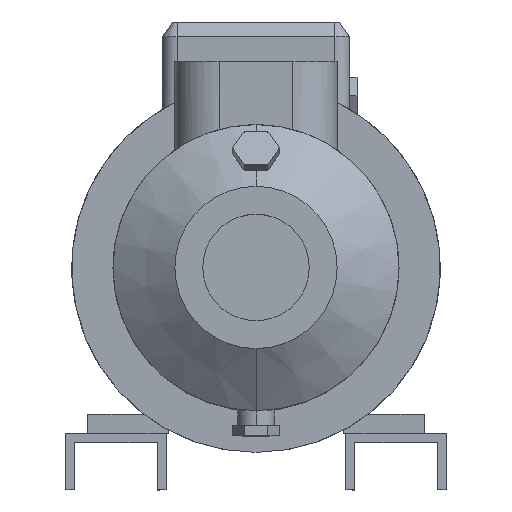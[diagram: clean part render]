
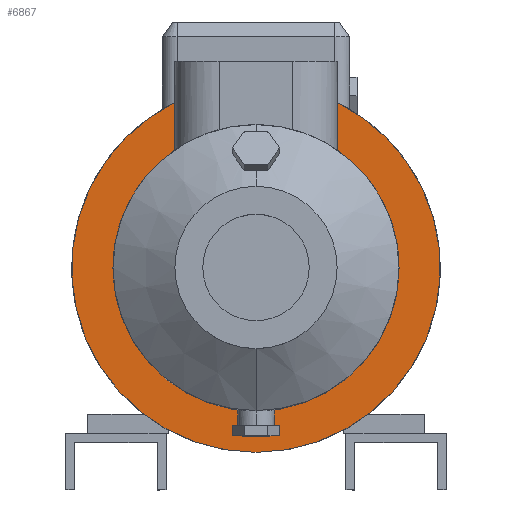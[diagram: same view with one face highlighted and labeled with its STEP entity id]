
A CAD part, top view. The second image highlights one B-rep face of the part: STEP entity #6867.
In plain terms, the highlighted planar face has unit normal (0, 0, 1).
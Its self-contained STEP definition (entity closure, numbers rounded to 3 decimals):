
#280 = VERTEX_POINT ( 'NONE', #3057 ) ;
#284 = AXIS2_PLACEMENT_3D ( 'NONE', #9727, #688, #11682 ) ;
#443 = EDGE_CURVE ( 'NONE', #10107, #10510, #6213, .T. ) ;
#621 = CARTESIAN_POINT ( 'NONE',  ( 0., 0., -43. ) ) ;
#688 = DIRECTION ( 'NONE',  ( 0., 0., 1. ) ) ;
#695 = VERTEX_POINT ( 'NONE', #5164 ) ;
#965 = PLANE ( 'NONE',  #8775 ) ;
#1202 = CARTESIAN_POINT ( 'NONE',  ( -55., 79.9, -43. ) ) ;
#1804 = DIRECTION ( 'NONE',  ( 0., 1., 0. ) ) ;
#2088 = EDGE_CURVE ( 'NONE', #10510, #5970, #6247, .T. ) ;
#2213 = DIRECTION ( 'NONE',  ( 0., 0., 1. ) ) ;
#2238 = ORIENTED_EDGE ( 'NONE', *, *, #4408, .F. ) ;
#2257 = VECTOR ( 'NONE', #5112, 1000. ) ;
#3057 = CARTESIAN_POINT ( 'NONE',  ( -55., 112.25, -43. ) ) ;
#3507 = CARTESIAN_POINT ( 'NONE',  ( -55., -125.002, -43. ) ) ;
#4011 = CIRCLE ( 'NONE', #5719, 125. ) ;
#4054 = AXIS2_PLACEMENT_3D ( 'NONE', #8848, #7121, #11761 ) ;
#4072 = CARTESIAN_POINT ( 'NONE',  ( 0., -97., -43. ) ) ;
#4280 = DIRECTION ( 'NONE',  ( 0., -1., 0. ) ) ;
#4408 = EDGE_CURVE ( 'NONE', #5970, #8912, #9700, .T. ) ;
#4426 = ORIENTED_EDGE ( 'NONE', *, *, #8353, .T. ) ;
#5112 = DIRECTION ( 'NONE',  ( 0., 1., 0. ) ) ;
#5164 = CARTESIAN_POINT ( 'NONE',  ( 0., -125., -43. ) ) ;
#5492 = CARTESIAN_POINT ( 'NONE',  ( 55., 112.25, -43. ) ) ;
#5719 = AXIS2_PLACEMENT_3D ( 'NONE', #10393, #2213, #8658 ) ;
#5970 = VERTEX_POINT ( 'NONE', #10448 ) ;
#6074 = ORIENTED_EDGE ( 'NONE', *, *, #2088, .F. ) ;
#6078 = EDGE_CURVE ( 'NONE', #280, #695, #4011, .T. ) ;
#6213 = CIRCLE ( 'NONE', #284, 97. ) ;
#6247 = CIRCLE ( 'NONE', #10812, 97. ) ;
#6343 = EDGE_CURVE ( 'NONE', #10107, #280, #7093, .T. ) ;
#6415 = DIRECTION ( 'NONE',  ( 0., 0., -1. ) ) ;
#6602 = FACE_OUTER_BOUND ( 'NONE', #7522, .T. ) ;
#6867 = ADVANCED_FACE ( 'NONE', ( #6602 ), #965, .F. ) ;
#7093 = LINE ( 'NONE', #3507, #11438 ) ;
#7121 = DIRECTION ( 'NONE',  ( 0., 0., 1. ) ) ;
#7231 = ORIENTED_EDGE ( 'NONE', *, *, #6343, .T. ) ;
#7310 = CARTESIAN_POINT ( 'NONE',  ( 0., 97., -43. ) ) ;
#7476 = CIRCLE ( 'NONE', #4054, 125. ) ;
#7522 = EDGE_LOOP ( 'NONE', ( #2238, #6074, #9148, #7231, #9926, #4426 ) ) ;
#8353 = EDGE_CURVE ( 'NONE', #695, #8912, #7476, .T. ) ;
#8658 = DIRECTION ( 'NONE',  ( 0., -1., 0. ) ) ;
#8775 = AXIS2_PLACEMENT_3D ( 'NONE', #7310, #6415, #1804 ) ;
#8812 = DIRECTION ( 'NONE',  ( 0., 0., 1. ) ) ;
#8848 = CARTESIAN_POINT ( 'NONE',  ( 0., 0., -43. ) ) ;
#8912 = VERTEX_POINT ( 'NONE', #5492 ) ;
#9148 = ORIENTED_EDGE ( 'NONE', *, *, #443, .F. ) ;
#9700 = LINE ( 'NONE', #10652, #2257 ) ;
#9727 = CARTESIAN_POINT ( 'NONE',  ( 0., 0., -43. ) ) ;
#9926 = ORIENTED_EDGE ( 'NONE', *, *, #6078, .T. ) ;
#10107 = VERTEX_POINT ( 'NONE', #1202 ) ;
#10393 = CARTESIAN_POINT ( 'NONE',  ( 0., 0., -43. ) ) ;
#10448 = CARTESIAN_POINT ( 'NONE',  ( 55., 79.9, -43. ) ) ;
#10510 = VERTEX_POINT ( 'NONE', #4072 ) ;
#10652 = CARTESIAN_POINT ( 'NONE',  ( 55., -125.002, -43. ) ) ;
#10728 = DIRECTION ( 'NONE',  ( 0., 1., 0. ) ) ;
#10812 = AXIS2_PLACEMENT_3D ( 'NONE', #621, #8812, #4280 ) ;
#11438 = VECTOR ( 'NONE', #10728, 1000. ) ;
#11682 = DIRECTION ( 'NONE',  ( 0., -1., 0. ) ) ;
#11761 = DIRECTION ( 'NONE',  ( 0., -1., 0. ) ) ;
